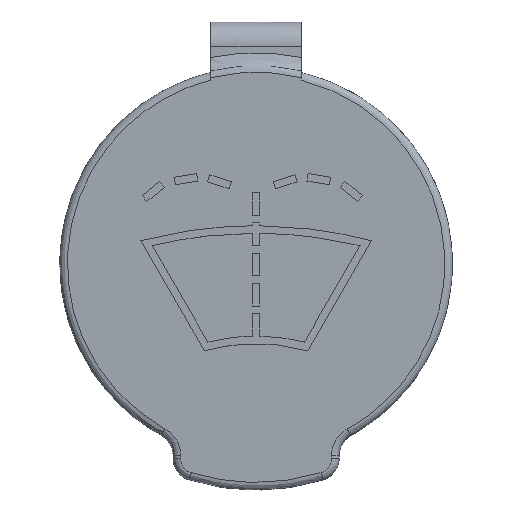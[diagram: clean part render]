
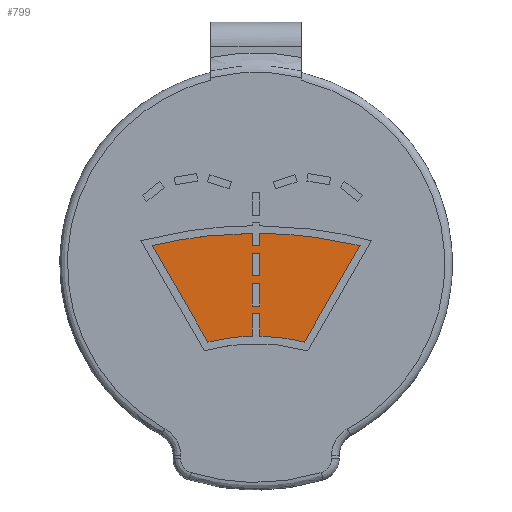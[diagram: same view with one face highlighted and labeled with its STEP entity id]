
A CAD part, top view. The second image highlights one B-rep face of the part: STEP entity #799.
In plain terms, the highlighted free-form (B-spline) face has degree [1, 1] with [2, 2] control points.
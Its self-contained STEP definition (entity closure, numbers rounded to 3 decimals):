
#799 = ADVANCED_FACE('',(#800,#830,#920),#950,.F.);
#800 = FACE_BOUND('',#801,.T.);
#801 = EDGE_LOOP('',(#802,#811,#818,#825));
#802 = ORIENTED_EDGE('',*,*,#803,.F.);
#803 = EDGE_CURVE('',#804,#806,#808,.T.);
#804 = VERTEX_POINT('',#805);
#805 = CARTESIAN_POINT('',(-0.467,-5.259,0.));
#806 = VERTEX_POINT('',#807);
#807 = CARTESIAN_POINT('',(0.467,-5.259,0.));
#808 = B_SPLINE_CURVE_WITH_KNOTS('',1,(#809,#810),.UNSPECIFIED.,.F.,.F.,
  (2,2),(0.,1.),.PIECEWISE_BEZIER_KNOTS.);
#809 = CARTESIAN_POINT('',(-0.467,-5.259,0.));
#810 = CARTESIAN_POINT('',(0.467,-5.259,0.));
#811 = ORIENTED_EDGE('',*,*,#812,.F.);
#812 = EDGE_CURVE('',#813,#804,#815,.T.);
#813 = VERTEX_POINT('',#814);
#814 = CARTESIAN_POINT('',(-0.467,-2.458,0.));
#815 = B_SPLINE_CURVE_WITH_KNOTS('',1,(#816,#817),.UNSPECIFIED.,.F.,.F.,
  (2,2),(0.,3.),.PIECEWISE_BEZIER_KNOTS.);
#816 = CARTESIAN_POINT('',(-0.467,-2.458,0.));
#817 = CARTESIAN_POINT('',(-0.467,-5.259,0.));
#818 = ORIENTED_EDGE('',*,*,#819,.F.);
#819 = EDGE_CURVE('',#820,#813,#822,.T.);
#820 = VERTEX_POINT('',#821);
#821 = CARTESIAN_POINT('',(0.467,-2.458,0.));
#822 = B_SPLINE_CURVE_WITH_KNOTS('',1,(#823,#824),.UNSPECIFIED.,.F.,.F.,
  (2,2),(0.,1.),.PIECEWISE_BEZIER_KNOTS.);
#823 = CARTESIAN_POINT('',(0.467,-2.458,0.));
#824 = CARTESIAN_POINT('',(-0.467,-2.458,0.));
#825 = ORIENTED_EDGE('',*,*,#826,.F.);
#826 = EDGE_CURVE('',#806,#820,#827,.T.);
#827 = B_SPLINE_CURVE_WITH_KNOTS('',1,(#828,#829),.UNSPECIFIED.,.F.,.F.,
  (2,2),(0.,3.),.PIECEWISE_BEZIER_KNOTS.);
#828 = CARTESIAN_POINT('',(0.467,-5.259,0.));
#829 = CARTESIAN_POINT('',(0.467,-2.458,0.));
#830 = FACE_BOUND('',#831,.T.);
#831 = EDGE_LOOP('',(#832,#841,#848,#855,#863,#870,#878,#885,#892,#899,
    #907,#914));
#832 = ORIENTED_EDGE('',*,*,#833,.T.);
#833 = EDGE_CURVE('',#834,#836,#838,.T.);
#834 = VERTEX_POINT('',#835);
#835 = CARTESIAN_POINT('',(-0.467,-8.992,0.));
#836 = VERTEX_POINT('',#837);
#837 = CARTESIAN_POINT('',(-0.467,-6.193,0.));
#838 = B_SPLINE_CURVE_WITH_KNOTS('',1,(#839,#840),.UNSPECIFIED.,.F.,.F.,
  (2,2),(-2.998,0.),.PIECEWISE_BEZIER_KNOTS.);
#839 = CARTESIAN_POINT('',(-0.467,-8.992,0.));
#840 = CARTESIAN_POINT('',(-0.467,-6.193,0.));
#841 = ORIENTED_EDGE('',*,*,#842,.T.);
#842 = EDGE_CURVE('',#836,#843,#845,.T.);
#843 = VERTEX_POINT('',#844);
#844 = CARTESIAN_POINT('',(0.467,-6.193,0.));
#845 = B_SPLINE_CURVE_WITH_KNOTS('',1,(#846,#847),.UNSPECIFIED.,.F.,.F.,
  (2,2),(-1.,0.),.PIECEWISE_BEZIER_KNOTS.);
#846 = CARTESIAN_POINT('',(-0.467,-6.193,0.));
#847 = CARTESIAN_POINT('',(0.467,-6.193,0.));
#848 = ORIENTED_EDGE('',*,*,#849,.T.);
#849 = EDGE_CURVE('',#843,#850,#852,.T.);
#850 = VERTEX_POINT('',#851);
#851 = CARTESIAN_POINT('',(0.467,-8.992,0.));
#852 = B_SPLINE_CURVE_WITH_KNOTS('',1,(#853,#854),.UNSPECIFIED.,.F.,.F.,
  (2,2),(-2.998,0.),.PIECEWISE_BEZIER_KNOTS.);
#853 = CARTESIAN_POINT('',(0.467,-6.193,0.));
#854 = CARTESIAN_POINT('',(0.467,-8.992,0.));
#855 = ORIENTED_EDGE('',*,*,#856,.T.);
#856 = EDGE_CURVE('',#850,#857,#859,.T.);
#857 = VERTEX_POINT('',#858);
#858 = CARTESIAN_POINT('',(5.958,-9.72,0.));
#859 = ( BOUNDED_CURVE() B_SPLINE_CURVE(2,(#860,#861,#862),
.UNSPECIFIED.,.F.,.F.) B_SPLINE_CURVE_WITH_KNOTS((3,3),(4.731,
4.957),.PIECEWISE_BEZIER_KNOTS.) CURVE() 
GEOMETRIC_REPRESENTATION_ITEM() RATIONAL_B_SPLINE_CURVE((1.,
0.994,1.)) REPRESENTATION_ITEM('') );
#860 = CARTESIAN_POINT('',(0.467,-8.992,0.));
#861 = CARTESIAN_POINT('',(3.254,-9.045,0.));
#862 = CARTESIAN_POINT('',(5.958,-9.72,0.));
#863 = ORIENTED_EDGE('',*,*,#864,.T.);
#864 = EDGE_CURVE('',#857,#865,#867,.T.);
#865 = VERTEX_POINT('',#866);
#866 = CARTESIAN_POINT('',(12.849,2.216,0.));
#867 = B_SPLINE_CURVE_WITH_KNOTS('',1,(#868,#869),.UNSPECIFIED.,.F.,.F.,
  (2,2),(0.,14.758),.PIECEWISE_BEZIER_KNOTS.);
#868 = CARTESIAN_POINT('',(5.958,-9.72,0.));
#869 = CARTESIAN_POINT('',(12.849,2.216,0.));
#870 = ORIENTED_EDGE('',*,*,#871,.T.);
#871 = EDGE_CURVE('',#865,#872,#874,.T.);
#872 = VERTEX_POINT('',#873);
#873 = CARTESIAN_POINT('',(0.467,3.733,0.));
#874 = ( BOUNDED_CURVE() B_SPLINE_CURVE(2,(#875,#876,#877),
.UNSPECIFIED.,.F.,.F.) B_SPLINE_CURVE_WITH_KNOTS((3,3),(1.335,
1.562),.PIECEWISE_BEZIER_KNOTS.) CURVE() 
GEOMETRIC_REPRESENTATION_ITEM() RATIONAL_B_SPLINE_CURVE((1.,
0.994,1.)) REPRESENTATION_ITEM('') );
#875 = CARTESIAN_POINT('',(12.849,2.216,0.));
#876 = CARTESIAN_POINT('',(6.744,3.68,0.));
#877 = CARTESIAN_POINT('',(0.467,3.733,0.));
#878 = ORIENTED_EDGE('',*,*,#879,.T.);
#879 = EDGE_CURVE('',#872,#880,#882,.T.);
#880 = VERTEX_POINT('',#881);
#881 = CARTESIAN_POINT('',(0.467,2.211,0.));
#882 = B_SPLINE_CURVE_WITH_KNOTS('',1,(#883,#884),.UNSPECIFIED.,.F.,.F.,
  (2,2),(-1.63,0.),.PIECEWISE_BEZIER_KNOTS.);
#883 = CARTESIAN_POINT('',(0.467,3.733,0.));
#884 = CARTESIAN_POINT('',(0.467,2.211,0.));
#885 = ORIENTED_EDGE('',*,*,#886,.T.);
#886 = EDGE_CURVE('',#880,#887,#889,.T.);
#887 = VERTEX_POINT('',#888);
#888 = CARTESIAN_POINT('',(-0.467,2.211,0.));
#889 = B_SPLINE_CURVE_WITH_KNOTS('',1,(#890,#891),.UNSPECIFIED.,.F.,.F.,
  (2,2),(-1.,0.),.PIECEWISE_BEZIER_KNOTS.);
#890 = CARTESIAN_POINT('',(0.467,2.211,0.));
#891 = CARTESIAN_POINT('',(-0.467,2.211,0.));
#892 = ORIENTED_EDGE('',*,*,#893,.T.);
#893 = EDGE_CURVE('',#887,#894,#896,.T.);
#894 = VERTEX_POINT('',#895);
#895 = CARTESIAN_POINT('',(-0.467,3.733,0.));
#896 = B_SPLINE_CURVE_WITH_KNOTS('',1,(#897,#898),.UNSPECIFIED.,.F.,.F.,
  (2,2),(-1.63,0.),.PIECEWISE_BEZIER_KNOTS.);
#897 = CARTESIAN_POINT('',(-0.467,2.211,0.));
#898 = CARTESIAN_POINT('',(-0.467,3.733,0.));
#899 = ORIENTED_EDGE('',*,*,#900,.T.);
#900 = EDGE_CURVE('',#894,#901,#903,.T.);
#901 = VERTEX_POINT('',#902);
#902 = CARTESIAN_POINT('',(-12.849,2.216,0.));
#903 = ( BOUNDED_CURVE() B_SPLINE_CURVE(2,(#904,#905,#906),
.UNSPECIFIED.,.F.,.F.) B_SPLINE_CURVE_WITH_KNOTS((3,3),(1.579,
1.806),.PIECEWISE_BEZIER_KNOTS.) CURVE() 
GEOMETRIC_REPRESENTATION_ITEM() RATIONAL_B_SPLINE_CURVE((1.,
0.994,1.)) REPRESENTATION_ITEM('') );
#904 = CARTESIAN_POINT('',(-0.467,3.733,0.));
#905 = CARTESIAN_POINT('',(-6.744,3.68,0.));
#906 = CARTESIAN_POINT('',(-12.849,2.216,0.));
#907 = ORIENTED_EDGE('',*,*,#908,.T.);
#908 = EDGE_CURVE('',#901,#909,#911,.T.);
#909 = VERTEX_POINT('',#910);
#910 = CARTESIAN_POINT('',(-5.958,-9.72,0.));
#911 = B_SPLINE_CURVE_WITH_KNOTS('',1,(#912,#913),.UNSPECIFIED.,.F.,.F.,
  (2,2),(0.,14.758),.PIECEWISE_BEZIER_KNOTS.);
#912 = CARTESIAN_POINT('',(-12.849,2.216,0.));
#913 = CARTESIAN_POINT('',(-5.958,-9.72,0.));
#914 = ORIENTED_EDGE('',*,*,#915,.T.);
#915 = EDGE_CURVE('',#909,#834,#916,.T.);
#916 = ( BOUNDED_CURVE() B_SPLINE_CURVE(2,(#917,#918,#919),
.UNSPECIFIED.,.F.,.F.) B_SPLINE_CURVE_WITH_KNOTS((3,3),(4.468,
4.693),.PIECEWISE_BEZIER_KNOTS.) CURVE() 
GEOMETRIC_REPRESENTATION_ITEM() RATIONAL_B_SPLINE_CURVE((1.,
0.994,1.)) REPRESENTATION_ITEM('') );
#917 = CARTESIAN_POINT('',(-5.958,-9.72,0.));
#918 = CARTESIAN_POINT('',(-3.254,-9.045,0.));
#919 = CARTESIAN_POINT('',(-0.467,-8.992,0.));
#920 = FACE_BOUND('',#921,.T.);
#921 = EDGE_LOOP('',(#922,#931,#938,#945));
#922 = ORIENTED_EDGE('',*,*,#923,.F.);
#923 = EDGE_CURVE('',#924,#926,#928,.T.);
#924 = VERTEX_POINT('',#925);
#925 = CARTESIAN_POINT('',(0.467,1.278,0.));
#926 = VERTEX_POINT('',#927);
#927 = CARTESIAN_POINT('',(-0.467,1.278,0.));
#928 = B_SPLINE_CURVE_WITH_KNOTS('',1,(#929,#930),.UNSPECIFIED.,.F.,.F.,
  (2,2),(0.,1.),.PIECEWISE_BEZIER_KNOTS.);
#929 = CARTESIAN_POINT('',(0.467,1.278,0.));
#930 = CARTESIAN_POINT('',(-0.467,1.278,0.));
#931 = ORIENTED_EDGE('',*,*,#932,.F.);
#932 = EDGE_CURVE('',#933,#924,#935,.T.);
#933 = VERTEX_POINT('',#934);
#934 = CARTESIAN_POINT('',(0.467,-1.524,0.));
#935 = B_SPLINE_CURVE_WITH_KNOTS('',1,(#936,#937),.UNSPECIFIED.,.F.,.F.,
  (2,2),(0.,3.),.PIECEWISE_BEZIER_KNOTS.);
#936 = CARTESIAN_POINT('',(0.467,-1.524,0.));
#937 = CARTESIAN_POINT('',(0.467,1.278,0.));
#938 = ORIENTED_EDGE('',*,*,#939,.F.);
#939 = EDGE_CURVE('',#940,#933,#942,.T.);
#940 = VERTEX_POINT('',#941);
#941 = CARTESIAN_POINT('',(-0.467,-1.524,0.));
#942 = B_SPLINE_CURVE_WITH_KNOTS('',1,(#943,#944),.UNSPECIFIED.,.F.,.F.,
  (2,2),(0.,1.),.PIECEWISE_BEZIER_KNOTS.);
#943 = CARTESIAN_POINT('',(-0.467,-1.524,0.));
#944 = CARTESIAN_POINT('',(0.467,-1.524,0.));
#945 = ORIENTED_EDGE('',*,*,#946,.F.);
#946 = EDGE_CURVE('',#926,#940,#947,.T.);
#947 = B_SPLINE_CURVE_WITH_KNOTS('',1,(#948,#949),.UNSPECIFIED.,.F.,.F.,
  (2,2),(0.,3.),.PIECEWISE_BEZIER_KNOTS.);
#948 = CARTESIAN_POINT('',(-0.467,1.278,0.));
#949 = CARTESIAN_POINT('',(-0.467,-1.524,0.));
#950 = B_SPLINE_SURFACE_WITH_KNOTS('',1,1,(
    (#951,#952)
    ,(#953,#954
    )),.UNSPECIFIED.,.F.,.F.,.F.,(2,2),(2,2),(-13.759,
    13.759),(-10.408,3.998),
  .PIECEWISE_BEZIER_KNOTS.);
#951 = CARTESIAN_POINT('',(12.849,-9.72,0.));
#952 = CARTESIAN_POINT('',(12.849,3.733,0.));
#953 = CARTESIAN_POINT('',(-12.849,-9.72,0.));
#954 = CARTESIAN_POINT('',(-12.849,3.733,0.));
